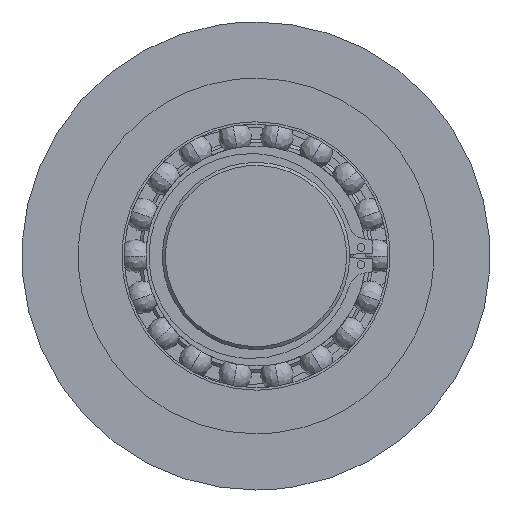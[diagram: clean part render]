
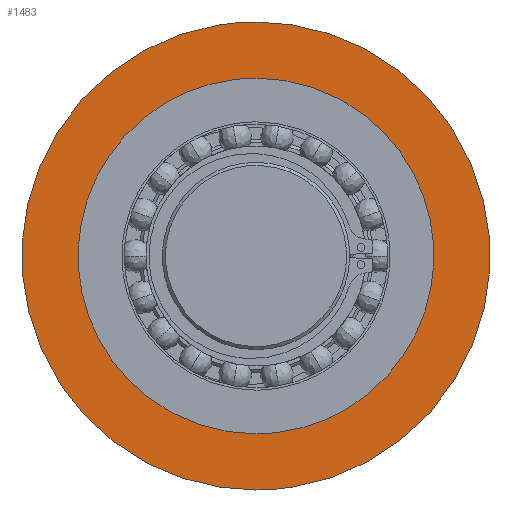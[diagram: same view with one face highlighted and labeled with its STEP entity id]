
A CAD part, left-side view. The second image highlights one B-rep face of the part: STEP entity #1483.
In plain terms, the highlighted free-form (B-spline) face has degree [1, 1] with [2, 2] control points.
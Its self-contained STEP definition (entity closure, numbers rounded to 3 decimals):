
#1125 = EDGE_CURVE('',#1126,#1128,#1130,.T.);
#1126 = VERTEX_POINT('',#1127);
#1127 = CARTESIAN_POINT('',(-365.816,-336.038,
    -102.518));
#1128 = VERTEX_POINT('',#1129);
#1129 = CARTESIAN_POINT('',(-365.816,-336.038,
    102.518));
#1130 = ( BOUNDED_CURVE() B_SPLINE_CURVE(2,(#1131,#1132,#1133,#1134,
#1135),.UNSPECIFIED.,.F.,.F.) B_SPLINE_CURVE_WITH_KNOTS((3,2,3),(0.,
1.571,3.142),.PIECEWISE_BEZIER_KNOTS.) CURVE() 
GEOMETRIC_REPRESENTATION_ITEM() RATIONAL_B_SPLINE_CURVE((1.,
0.707,1.,0.707,1.)) REPRESENTATION_ITEM('') );
#1131 = CARTESIAN_POINT('',(-365.816,-336.038,
    -102.518));
#1132 = CARTESIAN_POINT('',(-365.816,-233.52,
    -102.518));
#1133 = CARTESIAN_POINT('',(-365.816,-233.52,
    0.));
#1134 = CARTESIAN_POINT('',(-365.816,-233.52,
    102.518));
#1135 = CARTESIAN_POINT('',(-365.816,-336.038,
    102.518));
#1452 = VERTEX_POINT('',#1453);
#1453 = CARTESIAN_POINT('',(-365.816,-336.038,
    77.914));
#1458 = EDGE_CURVE('',#1459,#1452,#1461,.T.);
#1459 = VERTEX_POINT('',#1460);
#1460 = CARTESIAN_POINT('',(-365.816,-336.038,
    -77.914));
#1461 = ( BOUNDED_CURVE() B_SPLINE_CURVE(2,(#1462,#1463,#1464,#1465,
#1466),.UNSPECIFIED.,.F.,.F.) B_SPLINE_CURVE_WITH_KNOTS((3,2,3),(0.,
1.571,3.142),.PIECEWISE_BEZIER_KNOTS.) CURVE() 
GEOMETRIC_REPRESENTATION_ITEM() RATIONAL_B_SPLINE_CURVE((1.,
0.707,1.,0.707,1.)) REPRESENTATION_ITEM('') );
#1462 = CARTESIAN_POINT('',(-365.816,-336.038,
    -77.914));
#1463 = CARTESIAN_POINT('',(-365.816,-258.124,
    -77.914));
#1464 = CARTESIAN_POINT('',(-365.816,-258.124,
    0.));
#1465 = CARTESIAN_POINT('',(-365.816,-258.124,
    77.914));
#1466 = CARTESIAN_POINT('',(-365.816,-336.038,
    77.914));
#1483 = ADVANCED_FACE('',(#1484,#1495),#1506,.T.);
#1484 = FACE_BOUND('',#1485,.T.);
#1485 = EDGE_LOOP('',(#1486,#1487));
#1486 = ORIENTED_EDGE('',*,*,#1458,.T.);
#1487 = ORIENTED_EDGE('',*,*,#1488,.T.);
#1488 = EDGE_CURVE('',#1452,#1459,#1489,.T.);
#1489 = ( BOUNDED_CURVE() B_SPLINE_CURVE(2,(#1490,#1491,#1492,#1493,
#1494),.UNSPECIFIED.,.F.,.F.) B_SPLINE_CURVE_WITH_KNOTS((3,2,3),(
    3.142,4.712,6.283),
.PIECEWISE_BEZIER_KNOTS.) CURVE() GEOMETRIC_REPRESENTATION_ITEM() 
RATIONAL_B_SPLINE_CURVE((1.,0.707,1.,0.707,1.)) 
REPRESENTATION_ITEM('') );
#1490 = CARTESIAN_POINT('',(-365.816,-336.038,
    77.914));
#1491 = CARTESIAN_POINT('',(-365.816,-413.952,
    77.914));
#1492 = CARTESIAN_POINT('',(-365.816,-413.952,
    0.));
#1493 = CARTESIAN_POINT('',(-365.816,-413.952,
    -77.914));
#1494 = CARTESIAN_POINT('',(-365.816,-336.038,
    -77.914));
#1495 = FACE_BOUND('',#1496,.T.);
#1496 = EDGE_LOOP('',(#1497,#1498));
#1497 = ORIENTED_EDGE('',*,*,#1125,.F.);
#1498 = ORIENTED_EDGE('',*,*,#1499,.F.);
#1499 = EDGE_CURVE('',#1128,#1126,#1500,.T.);
#1500 = ( BOUNDED_CURVE() B_SPLINE_CURVE(2,(#1501,#1502,#1503,#1504,
#1505),.UNSPECIFIED.,.F.,.F.) B_SPLINE_CURVE_WITH_KNOTS((3,2,3),(
    3.142,4.712,6.283),
.PIECEWISE_BEZIER_KNOTS.) CURVE() GEOMETRIC_REPRESENTATION_ITEM() 
RATIONAL_B_SPLINE_CURVE((1.,0.707,1.,0.707,1.)) 
REPRESENTATION_ITEM('') );
#1501 = CARTESIAN_POINT('',(-365.816,-336.038,
    102.518));
#1502 = CARTESIAN_POINT('',(-365.816,-438.556,
    102.518));
#1503 = CARTESIAN_POINT('',(-365.816,-438.556,
    0.));
#1504 = CARTESIAN_POINT('',(-365.816,-438.556,
    -102.518));
#1505 = CARTESIAN_POINT('',(-365.816,-336.038,
    -102.518));
#1506 = B_SPLINE_SURFACE_WITH_KNOTS('',1,1,(
    (#1507,#1508)
    ,(#1509,#1510
    )),.UNSPECIFIED.,.F.,.F.,.F.,(2,2),(2,2),(-75.,75.),(-132.,18.),
  .PIECEWISE_BEZIER_KNOTS.);
#1507 = CARTESIAN_POINT('',(-365.816,-438.556,
    -102.518));
#1508 = CARTESIAN_POINT('',(-365.816,-233.52,
    -102.518));
#1509 = CARTESIAN_POINT('',(-365.816,-438.556,
    102.518));
#1510 = CARTESIAN_POINT('',(-365.816,-233.52,
    102.518));
